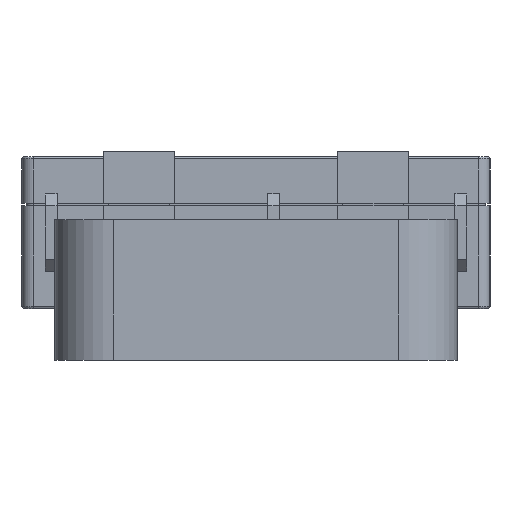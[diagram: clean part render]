
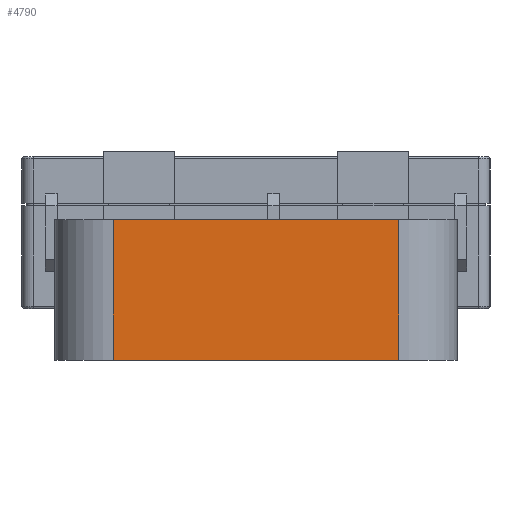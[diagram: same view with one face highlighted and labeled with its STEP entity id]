
A CAD part, left-side view. The second image highlights one B-rep face of the part: STEP entity #4790.
In plain terms, the highlighted planar face has unit normal (-1, 0, 0).
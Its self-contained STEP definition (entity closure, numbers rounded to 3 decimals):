
#683=FACE_OUTER_BOUND('',#981,.T.);
#981=EDGE_LOOP('',(#4368,#4369,#4370,#4371));
#1422=LINE('',#10342,#1880);
#1433=LINE('',#10380,#1891);
#1440=LINE('',#10395,#1898);
#1441=LINE('',#10397,#1899);
#1880=VECTOR('',#6243,10.);
#1891=VECTOR('',#6282,10.);
#1898=VECTOR('',#6301,10.);
#1899=VECTOR('',#6304,10.);
#2329=VERTEX_POINT('',#10339);
#2330=VERTEX_POINT('',#10341);
#2342=VERTEX_POINT('',#10377);
#2343=VERTEX_POINT('',#10379);
#2996=EDGE_CURVE('',#2329,#2330,#1422,.T.);
#3015=EDGE_CURVE('',#2342,#2343,#1433,.T.);
#3024=EDGE_CURVE('',#2343,#2329,#1440,.T.);
#3025=EDGE_CURVE('',#2330,#2342,#1441,.T.);
#4368=ORIENTED_EDGE('',*,*,#3024,.F.);
#4369=ORIENTED_EDGE('',*,*,#3015,.F.);
#4370=ORIENTED_EDGE('',*,*,#3025,.F.);
#4371=ORIENTED_EDGE('',*,*,#2996,.F.);
#4530=PLANE('',#5156);
#4790=ADVANCED_FACE('',(#683),#4530,.T.);
#5156=AXIS2_PLACEMENT_3D('',#10396,#6302,#6303);
#6243=DIRECTION('',(0.,-1.,0.));
#6282=DIRECTION('',(0.,1.,0.));
#6301=DIRECTION('',(0.,0.,1.));
#6302=DIRECTION('center_axis',(-1.,0.,0.));
#6303=DIRECTION('ref_axis',(0.,-1.,0.));
#6304=DIRECTION('',(0.,0.,-1.));
#10339=CARTESIAN_POINT('',(-3.6,6.1,6.));
#10341=CARTESIAN_POINT('',(-3.6,-6.1,6.));
#10342=CARTESIAN_POINT('',(-3.6,-8.6,6.));
#10377=CARTESIAN_POINT('',(-3.6,-6.1,0.));
#10379=CARTESIAN_POINT('',(-3.6,6.1,0.));
#10380=CARTESIAN_POINT('',(-3.6,-8.6,0.));
#10395=CARTESIAN_POINT('',(-3.6,6.1,0.));
#10396=CARTESIAN_POINT('Origin',(-3.6,8.6,0.));
#10397=CARTESIAN_POINT('',(-3.6,-6.1,0.));
